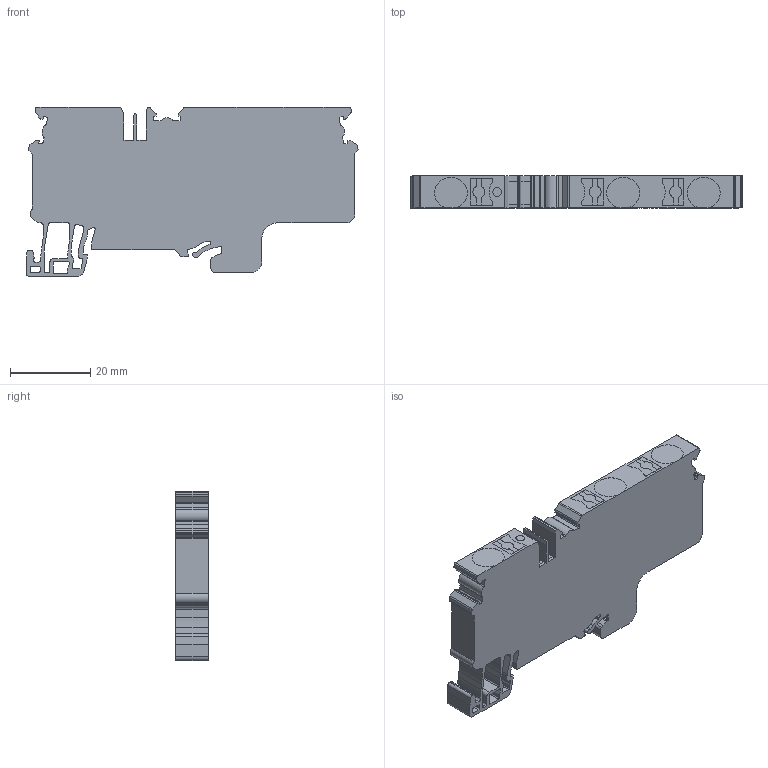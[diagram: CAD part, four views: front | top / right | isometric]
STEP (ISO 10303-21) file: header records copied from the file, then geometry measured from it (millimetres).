
FILE_DESCRIPTION(/* description */ ('Unknown'),/* implementation_level */ '2;1');
FILE_NAME(/* name */ 'CPG6_10_3',/* time_stamp */ '2018-07-30T14:28:51+06:00',/* author */ ('Unknown'),/* organization */ ('Unknown'),/* preprocessor_version */ 'ST-DEVELOPER v16.7',/* originating_system */ 'DEX',/* authorisation */ $);
FILE_SCHEMA (('AUTOMOTIVE_DESIGN {1 0 10303 214 3 1 1}'));
Length unit declared in the file: millimetre
Products named in the file (1): CPG6_10_3
Bounding box: 82.85 x 8 x 42.2 mm (x, y, z)
Volume: 21134.6 mm3; surface area: 8708.7 mm2
Topology: 1 solids, 1 shells, 343 faces, 1011 edges, 674 vertices
Faces by surface type: plane 185, cylinder 158
Full cylindrical faces by diameter (mm): 2.2 x1
Entity records: 13938 total; most frequent: CARTESIAN_POINT 2028, ORIENTED_EDGE 2020, DIRECTION 2014, EDGE_CURVE 1010, LINE 694, VECTOR 694, VERTEX_POINT 674, AXIS2_PLACEMENT_3D 660
